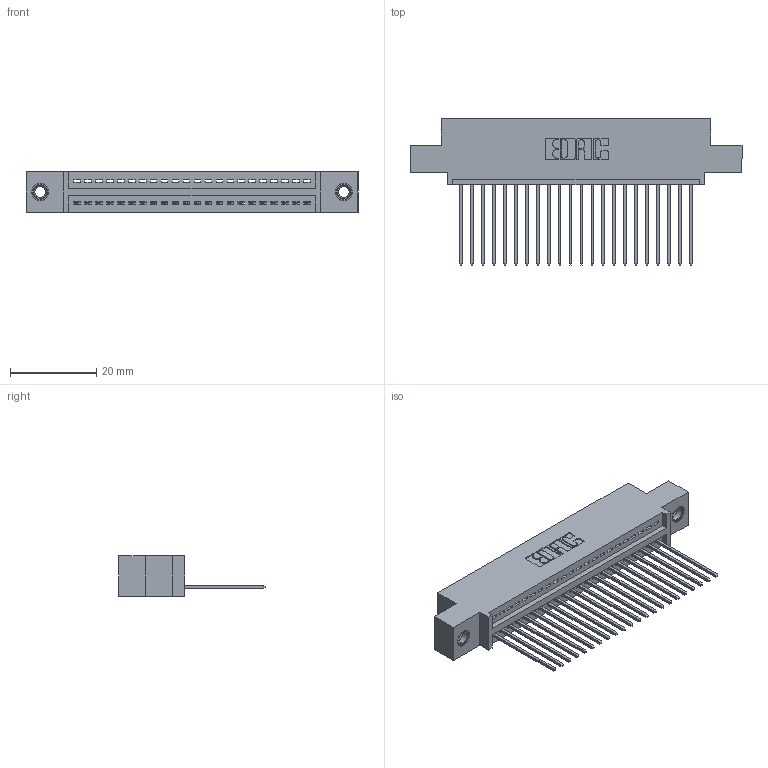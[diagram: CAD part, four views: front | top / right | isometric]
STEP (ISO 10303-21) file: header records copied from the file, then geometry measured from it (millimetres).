
FILE_DESCRIPTION (( 'STEP AP203' ), '1' );
FILE_NAME ('395-022-541-407.STEP', '2018-11-08T03:22:27', ( '' ), ( '' ), 'SwSTEP 2.0', 'SolidWorks 2016', '' );
FILE_SCHEMA (( 'CONFIG_CONTROL_DESIGN' ));
Length unit declared in the file: inch
Products named in the file (4): 395-022-541-407; 345-292-001_345-293-141; 345 Part_0.110 Offset - 0.156 Dia-TI; 345-250-001_345-250-005-103
Assembly tree (25 placements, depth 2):
  395-022-541-407
    345 Part_0.110 Offset - 0.156 Dia-TI
    345-292-001_345-293-141  x22
    345-250-001_345-250-005-103  x2
Bounding box: 77.09 x 33.96 x 9.4 mm (x, y, z)
Volume: 7143.9 mm3; surface area: 9763.3 mm2
Topology: 25 solids, 25 shells, 1466 faces, 4361 edges, 2870 vertices
Faces by surface type: plane 996, cylinder 454, cone 12, torus 4
Entity records: 20586 total; most frequent: CARTESIAN_POINT 3549, ORIENTED_EDGE 3498, DIRECTION 3155, EDGE_CURVE 1749, VECTOR 1509, LINE 1509, VERTEX_POINT 1160, AXIS2_PLACEMENT_3D 823
